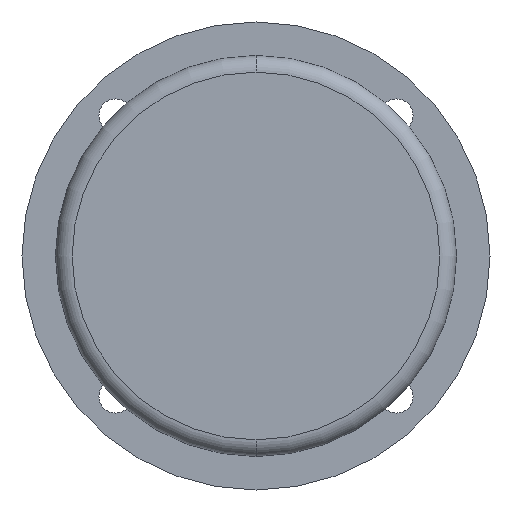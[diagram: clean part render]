
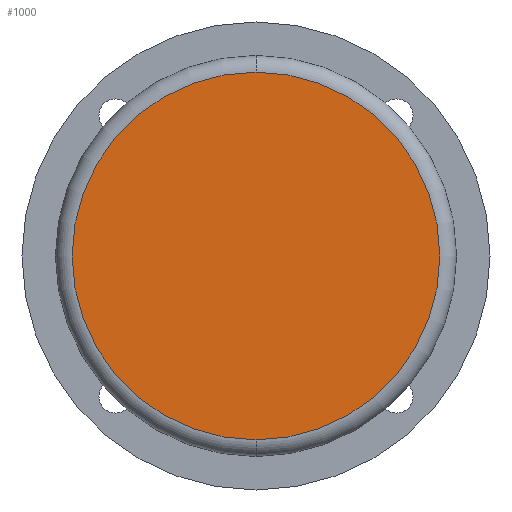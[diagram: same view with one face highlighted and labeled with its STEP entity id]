
A CAD part, front view. The second image highlights one B-rep face of the part: STEP entity #1000.
In plain terms, the highlighted planar face has unit normal (0, -1, 0).
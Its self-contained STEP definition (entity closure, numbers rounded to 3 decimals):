
#7 = CARTESIAN_POINT ( 'NONE',  ( 30., -100., 0. ) ) ;
#24 = CARTESIAN_POINT ( 'NONE',  ( 0., -100., 0. ) ) ;
#60 = AXIS2_PLACEMENT_3D ( 'NONE', #24, #527, #931 ) ;
#80 = FACE_OUTER_BOUND ( 'NONE', #908, .T. ) ;
#126 = VERTEX_POINT ( 'NONE', #406 ) ;
#155 = CARTESIAN_POINT ( 'NONE',  ( 0., -100., 0. ) ) ;
#159 = DIRECTION ( 'NONE',  ( 0., -1., 0. ) ) ;
#172 = PLANE ( 'NONE',  #318 ) ;
#313 = DIRECTION ( 'NONE',  ( 0., 0., -1. ) ) ;
#318 = AXIS2_PLACEMENT_3D ( 'NONE', #7, #159, #966 ) ;
#406 = CARTESIAN_POINT ( 'NONE',  ( 0., -100., -27.5 ) ) ;
#415 = CIRCLE ( 'NONE', #622, 27.5 ) ;
#492 = VERTEX_POINT ( 'NONE', #780 ) ;
#508 = ORIENTED_EDGE ( 'NONE', *, *, #602, .T. ) ;
#527 = DIRECTION ( 'NONE',  ( 0., -1., 0. ) ) ;
#602 = EDGE_CURVE ( 'NONE', #126, #492, #415, .T. ) ;
#622 = AXIS2_PLACEMENT_3D ( 'NONE', #155, #808, #313 ) ;
#735 = EDGE_CURVE ( 'NONE', #492, #126, #788, .T. ) ;
#780 = CARTESIAN_POINT ( 'NONE',  ( 0., -100., 27.5 ) ) ;
#788 = CIRCLE ( 'NONE', #60, 27.5 ) ;
#808 = DIRECTION ( 'NONE',  ( 0., -1., 0. ) ) ;
#829 = ORIENTED_EDGE ( 'NONE', *, *, #735, .T. ) ;
#908 = EDGE_LOOP ( 'NONE', ( #508, #829 ) ) ;
#931 = DIRECTION ( 'NONE',  ( 0., 0., -1. ) ) ;
#966 = DIRECTION ( 'NONE',  ( 0., 0., -1. ) ) ;
#1000 = ADVANCED_FACE ( 'NONE', ( #80 ), #172, .T. ) ;
